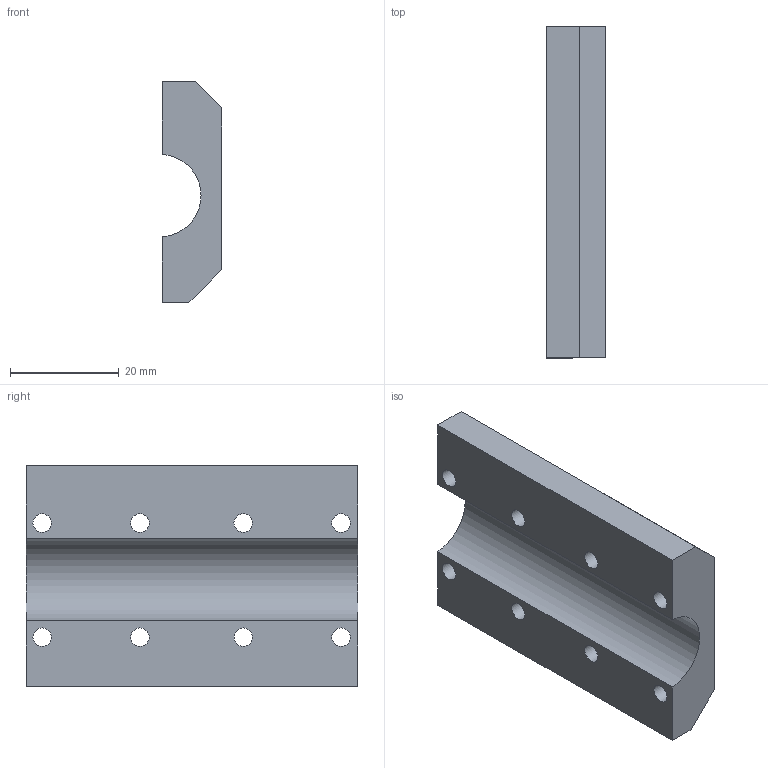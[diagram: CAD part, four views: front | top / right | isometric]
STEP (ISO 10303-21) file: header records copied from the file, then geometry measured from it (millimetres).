
FILE_DESCRIPTION(('FreeCAD Model'),'2;1');
FILE_NAME('Open CASCADE Shape Model','2024-06-04T00:41:07',(''),(''), 'Open CASCADE STEP processor 7.7','Ondsel','Unknown');
FILE_SCHEMA(('AUTOMOTIVE_DESIGN { 1 0 10303 214 1 1 1 1 }'));
Length unit declared in the file: millimetre
Products named in the file (1): Pocket003
Bounding box: 10.92 x 61 x 40.6 mm (x, y, z)
Volume: 18816 mm3; surface area: 8066.6 mm2
Topology: 1 solids, 1 shells, 34 faces, 72 edges, 48 vertices
Faces by surface type: plane 17, cylinder 17
Full cylindrical faces by diameter (mm): 3.4 x4, 3.404 x4, 5.297 x1, 5.3 x6, 5.301 x1
Entity records: 984 total; most frequent: DIRECTION 176, CARTESIAN_POINT 155, ORIENTED_EDGE 144, EDGE_CURVE 72, AXIS2_PLACEMENT_3D 69, FACE_BOUND 58, EDGE_LOOP 58, VERTEX_POINT 48
